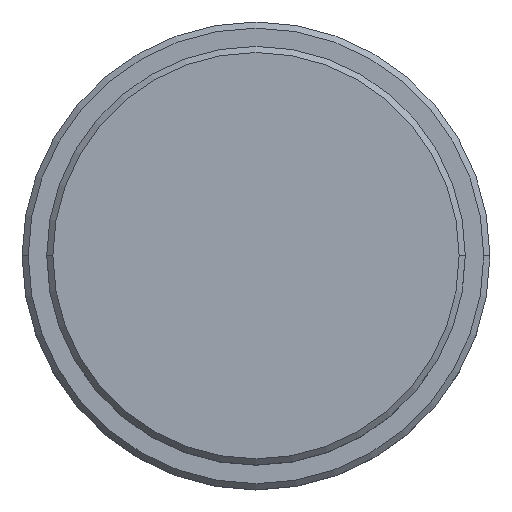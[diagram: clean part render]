
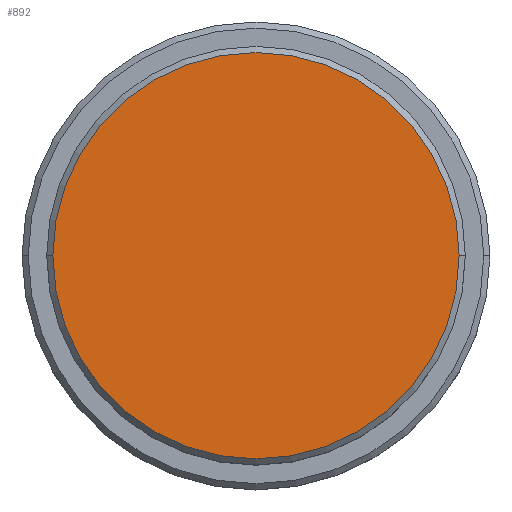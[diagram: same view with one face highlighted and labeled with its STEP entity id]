
A CAD part, top view. The second image highlights one B-rep face of the part: STEP entity #892.
In plain terms, the highlighted planar face has unit normal (0, 0, 1).
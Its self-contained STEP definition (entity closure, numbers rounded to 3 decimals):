
#7 = EDGE_CURVE ( 'NONE', #425, #1046, #268, .T. ) ;
#115 = DIRECTION ( 'NONE',  ( 1., 0., 0. ) ) ;
#149 = CARTESIAN_POINT ( 'NONE',  ( 0., 0., 0. ) ) ;
#173 = PLANE ( 'NONE',  #973 ) ;
#213 = DIRECTION ( 'NONE',  ( 0., 0., 1. ) ) ;
#225 = AXIS2_PLACEMENT_3D ( 'NONE', #149, #245, #1105 ) ;
#245 = DIRECTION ( 'NONE',  ( 0., 0., 1. ) ) ;
#268 = CIRCLE ( 'NONE', #1252, 16.5 ) ;
#305 = CARTESIAN_POINT ( 'NONE',  ( -16.5, 0., 0. ) ) ;
#372 = FACE_OUTER_BOUND ( 'NONE', #721, .T. ) ;
#399 = EDGE_CURVE ( 'NONE', #1046, #425, #645, .T. ) ;
#425 = VERTEX_POINT ( 'NONE', #305 ) ;
#506 = DIRECTION ( 'NONE',  ( 1., 0., 0. ) ) ;
#630 = CARTESIAN_POINT ( 'NONE',  ( 0., 0., 0. ) ) ;
#639 = DIRECTION ( 'NONE',  ( 0., 0., 1. ) ) ;
#645 = CIRCLE ( 'NONE', #225, 16.5 ) ;
#721 = EDGE_LOOP ( 'NONE', ( #832, #723 ) ) ;
#723 = ORIENTED_EDGE ( 'NONE', *, *, #399, .T. ) ;
#832 = ORIENTED_EDGE ( 'NONE', *, *, #7, .T. ) ;
#892 = ADVANCED_FACE ( 'NONE', ( #372 ), #173, .T. ) ;
#899 = CARTESIAN_POINT ( 'NONE',  ( 16.5, 0., 0. ) ) ;
#973 = AXIS2_PLACEMENT_3D ( 'NONE', #1367, #639, #115 ) ;
#1046 = VERTEX_POINT ( 'NONE', #899 ) ;
#1105 = DIRECTION ( 'NONE',  ( 1., 0., 0. ) ) ;
#1252 = AXIS2_PLACEMENT_3D ( 'NONE', #630, #213, #506 ) ;
#1367 = CARTESIAN_POINT ( 'NONE',  ( 0., 0., 0. ) ) ;
